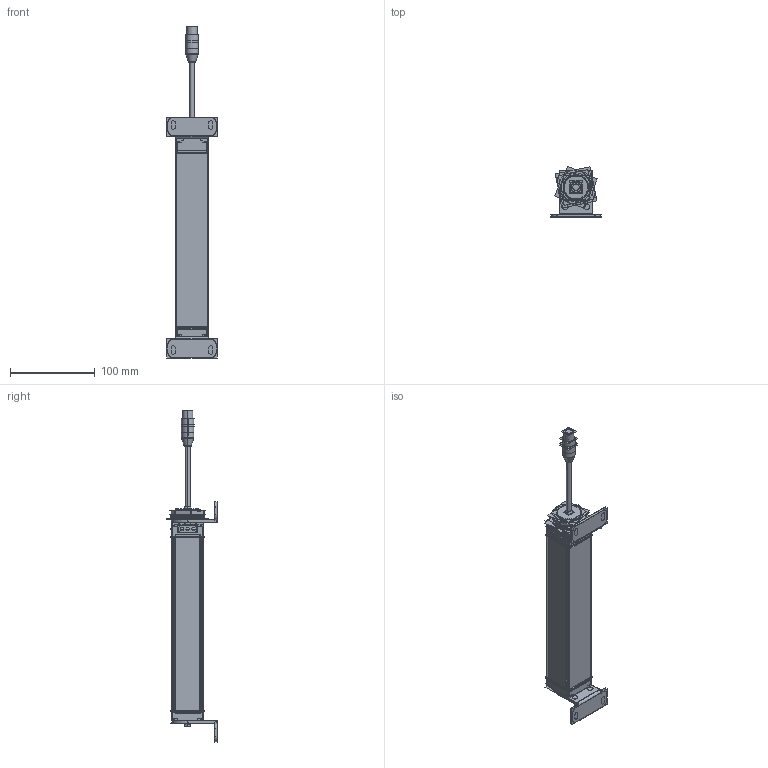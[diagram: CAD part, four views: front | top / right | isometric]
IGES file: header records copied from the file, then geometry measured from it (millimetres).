
Start section:  PTC IGES file: 188712_sm02.igs
Global section: file name: 188712_sm02.igs; native system: Creo Parametric by PTC Inc.; preprocessor: 2019292; author: PDMAdmin; organization: Unknown; date: 20210618.083746; units: millimetre
Bounding box: 59.44 x 60.66 x 392.06 mm (x, y, z)
Volume: 355997.8 mm3; surface area: 302078.7 mm2
Topology: 1 solids, 3 shells, 2944 faces, 15662 edges, 19750 vertices
Faces by surface type: bspline 1498, revolution 1442, extrusion 4
